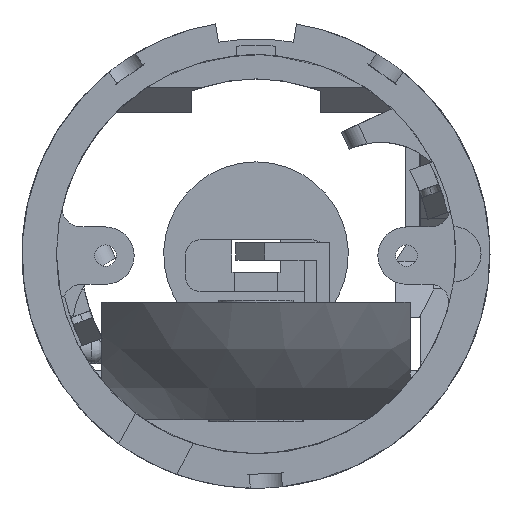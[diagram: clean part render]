
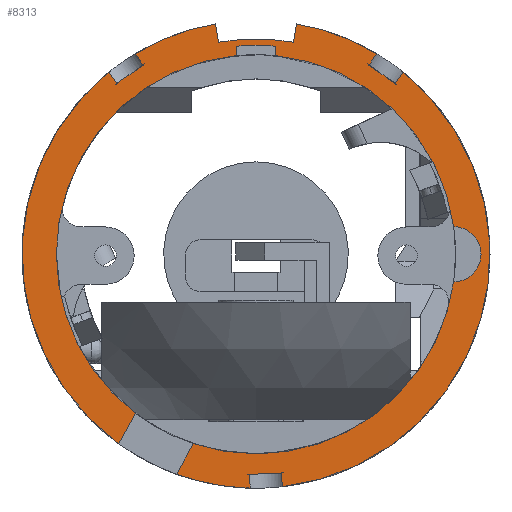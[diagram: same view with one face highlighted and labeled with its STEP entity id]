
A CAD part, front view. The second image highlights one B-rep face of the part: STEP entity #8313.
In plain terms, the highlighted planar face has unit normal (0, -1, 0).
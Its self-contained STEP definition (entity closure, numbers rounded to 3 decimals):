
#649=CIRCLE('',#8967,13.925);
#651=CIRCLE('',#8969,13.925);
#653=CIRCLE('',#8971,13.925);
#655=CIRCLE('',#8973,13.925);
#676=CIRCLE('',#9037,15.025);
#677=CIRCLE('',#9039,16.325);
#678=CIRCLE('',#9040,16.325);
#679=CIRCLE('',#9041,16.325);
#681=CIRCLE('',#9043,16.325);
#682=CIRCLE('',#9044,16.325);
#683=CIRCLE('',#9046,14.575);
#684=CIRCLE('',#9047,1.925);
#1048=FACE_OUTER_BOUND('',#1516,.T.);
#1516=EDGE_LOOP('',(#6958,#6959,#6960,#6961,#6962,#6963,#6964,#6965,#6966,
#6967,#6968,#6969,#6970,#6971,#6972,#6973,#6974,#6975,#6976,#6977,#6978,
#6979,#6980,#6981,#6982,#6983,#6984));
#2190=LINE('',#14780,#2949);
#2193=LINE('',#14786,#2952);
#2198=LINE('',#14902,#2957);
#2199=LINE('',#14904,#2958);
#2200=LINE('',#14905,#2959);
#2201=LINE('',#14906,#2960);
#2202=LINE('',#14908,#2961);
#2203=LINE('',#14911,#2962);
#2204=LINE('',#14913,#2963);
#2205=LINE('',#14915,#2964);
#2206=LINE('',#14917,#2965);
#2207=LINE('',#14918,#2966);
#2208=LINE('',#14920,#2967);
#2209=LINE('',#14922,#2968);
#2210=LINE('',#14923,#2969);
#2949=VECTOR('',#10807,10.);
#2952=VECTOR('',#10812,10.);
#2957=VECTOR('',#10837,10.);
#2958=VECTOR('',#10838,10.);
#2959=VECTOR('',#10839,10.);
#2960=VECTOR('',#10840,10.);
#2961=VECTOR('',#10841,10.);
#2962=VECTOR('',#10844,10.);
#2963=VECTOR('',#10847,10.);
#2964=VECTOR('',#10848,10.);
#2965=VECTOR('',#10849,10.);
#2966=VECTOR('',#10850,10.);
#2967=VECTOR('',#10851,10.);
#2968=VECTOR('',#10852,10.);
#2969=VECTOR('',#10853,10.);
#3704=VERTEX_POINT('',#14419);
#3705=VERTEX_POINT('',#14421);
#3708=VERTEX_POINT('',#14427);
#3709=VERTEX_POINT('',#14429);
#3712=VERTEX_POINT('',#14435);
#3713=VERTEX_POINT('',#14437);
#3716=VERTEX_POINT('',#14443);
#3780=VERTEX_POINT('',#14777);
#3781=VERTEX_POINT('',#14779);
#3782=VERTEX_POINT('',#14783);
#3783=VERTEX_POINT('',#14785);
#3784=VERTEX_POINT('',#14791);
#3786=VERTEX_POINT('',#14809);
#3787=VERTEX_POINT('',#14824);
#3789=VERTEX_POINT('',#14842);
#3790=VERTEX_POINT('',#14857);
#3793=VERTEX_POINT('',#14863);
#3794=VERTEX_POINT('',#14865);
#3796=VERTEX_POINT('',#14883);
#3797=VERTEX_POINT('',#14901);
#3798=VERTEX_POINT('',#14903);
#3799=VERTEX_POINT('',#14907);
#3800=VERTEX_POINT('',#14909);
#3801=VERTEX_POINT('',#14914);
#3802=VERTEX_POINT('',#14916);
#3803=VERTEX_POINT('',#14919);
#3804=VERTEX_POINT('',#14921);
#4767=EDGE_CURVE('',#3704,#3705,#649,.F.);
#4771=EDGE_CURVE('',#3708,#3709,#651,.F.);
#4775=EDGE_CURVE('',#3712,#3713,#653,.F.);
#4779=EDGE_CURVE('',#3716,#3704,#655,.F.);
#4881=EDGE_CURVE('',#3781,#3780,#2190,.T.);
#4884=EDGE_CURVE('',#3783,#3782,#2193,.T.);
#4886=EDGE_CURVE('',#3780,#3783,#676,.T.);
#4887=EDGE_CURVE('',#3781,#3784,#677,.T.);
#4890=EDGE_CURVE('',#3786,#3787,#678,.T.);
#4893=EDGE_CURVE('',#3789,#3790,#679,.T.);
#4897=EDGE_CURVE('',#3793,#3794,#681,.T.);
#4900=EDGE_CURVE('',#3796,#3782,#682,.T.);
#4902=EDGE_CURVE('',#3796,#3797,#2198,.T.);
#4903=EDGE_CURVE('',#3797,#3798,#2199,.T.);
#4904=EDGE_CURVE('',#3798,#3794,#2200,.T.);
#4905=EDGE_CURVE('',#3793,#3705,#2201,.F.);
#4906=EDGE_CURVE('',#3716,#3799,#2202,.F.);
#4907=EDGE_CURVE('',#3799,#3800,#683,.F.);
#4908=EDGE_CURVE('',#3800,#3713,#2203,.F.);
#4909=EDGE_CURVE('',#3712,#3709,#684,.F.);
#4910=EDGE_CURVE('',#3708,#3790,#2204,.F.);
#4911=EDGE_CURVE('',#3789,#3801,#2205,.T.);
#4912=EDGE_CURVE('',#3801,#3802,#2206,.T.);
#4913=EDGE_CURVE('',#3802,#3787,#2207,.T.);
#4914=EDGE_CURVE('',#3786,#3803,#2208,.T.);
#4915=EDGE_CURVE('',#3803,#3804,#2209,.T.);
#4916=EDGE_CURVE('',#3804,#3784,#2210,.T.);
#6958=ORIENTED_EDGE('',*,*,#4881,.T.);
#6959=ORIENTED_EDGE('',*,*,#4886,.T.);
#6960=ORIENTED_EDGE('',*,*,#4884,.T.);
#6961=ORIENTED_EDGE('',*,*,#4900,.F.);
#6962=ORIENTED_EDGE('',*,*,#4902,.T.);
#6963=ORIENTED_EDGE('',*,*,#4903,.T.);
#6964=ORIENTED_EDGE('',*,*,#4904,.T.);
#6965=ORIENTED_EDGE('',*,*,#4897,.F.);
#6966=ORIENTED_EDGE('',*,*,#4905,.T.);
#6967=ORIENTED_EDGE('',*,*,#4767,.F.);
#6968=ORIENTED_EDGE('',*,*,#4779,.F.);
#6969=ORIENTED_EDGE('',*,*,#4906,.T.);
#6970=ORIENTED_EDGE('',*,*,#4907,.T.);
#6971=ORIENTED_EDGE('',*,*,#4908,.T.);
#6972=ORIENTED_EDGE('',*,*,#4775,.F.);
#6973=ORIENTED_EDGE('',*,*,#4909,.T.);
#6974=ORIENTED_EDGE('',*,*,#4771,.F.);
#6975=ORIENTED_EDGE('',*,*,#4910,.T.);
#6976=ORIENTED_EDGE('',*,*,#4893,.F.);
#6977=ORIENTED_EDGE('',*,*,#4911,.T.);
#6978=ORIENTED_EDGE('',*,*,#4912,.T.);
#6979=ORIENTED_EDGE('',*,*,#4913,.T.);
#6980=ORIENTED_EDGE('',*,*,#4890,.F.);
#6981=ORIENTED_EDGE('',*,*,#4914,.T.);
#6982=ORIENTED_EDGE('',*,*,#4915,.T.);
#6983=ORIENTED_EDGE('',*,*,#4916,.T.);
#6984=ORIENTED_EDGE('',*,*,#4887,.F.);
#7936=PLANE('',#9045);
#8313=ADVANCED_FACE('',(#1048),#7936,.F.);
#8967=AXIS2_PLACEMENT_3D('',#14422,#10599,#10600);
#8969=AXIS2_PLACEMENT_3D('',#14430,#10605,#10606);
#8971=AXIS2_PLACEMENT_3D('',#14438,#10611,#10612);
#8973=AXIS2_PLACEMENT_3D('',#14445,#10617,#10618);
#9037=AXIS2_PLACEMENT_3D('',#14789,#10816,#10817);
#9039=AXIS2_PLACEMENT_3D('',#14792,#10820,#10821);
#9040=AXIS2_PLACEMENT_3D('',#14825,#10822,#10823);
#9041=AXIS2_PLACEMENT_3D('',#14858,#10824,#10825);
#9043=AXIS2_PLACEMENT_3D('',#14866,#10830,#10831);
#9044=AXIS2_PLACEMENT_3D('',#14898,#10832,#10833);
#9045=AXIS2_PLACEMENT_3D('',#14900,#10835,#10836);
#9046=AXIS2_PLACEMENT_3D('',#14910,#10842,#10843);
#9047=AXIS2_PLACEMENT_3D('',#14912,#10845,#10846);
#10599=DIRECTION('center_axis',(0.,1.,0.));
#10600=DIRECTION('ref_axis',(1.,0.,0.));
#10605=DIRECTION('center_axis',(0.,1.,0.));
#10606=DIRECTION('ref_axis',(1.,0.,0.));
#10611=DIRECTION('center_axis',(0.,1.,0.));
#10612=DIRECTION('ref_axis',(1.,0.,0.));
#10617=DIRECTION('center_axis',(0.,1.,0.));
#10618=DIRECTION('ref_axis',(1.,0.,0.));
#10807=DIRECTION('',(-0.174,0.,-0.985));
#10812=DIRECTION('',(-0.174,0.,0.985));
#10816=DIRECTION('center_axis',(0.,-1.,0.));
#10817=DIRECTION('ref_axis',(-0.174,0.,0.985));
#10820=DIRECTION('center_axis',(0.,1.,0.));
#10821=DIRECTION('ref_axis',(1.,0.,0.));
#10822=DIRECTION('center_axis',(0.,1.,0.));
#10823=DIRECTION('ref_axis',(1.,0.,0.));
#10824=DIRECTION('center_axis',(0.,1.,0.));
#10825=DIRECTION('ref_axis',(1.,0.,0.));
#10830=DIRECTION('center_axis',(0.,1.,0.));
#10831=DIRECTION('ref_axis',(1.,0.,0.));
#10832=DIRECTION('center_axis',(0.,1.,0.));
#10833=DIRECTION('ref_axis',(1.,0.,0.));
#10835=DIRECTION('center_axis',(0.,1.,0.));
#10836=DIRECTION('ref_axis',(1.,0.,0.));
#10837=DIRECTION('',(0.574,0.,-0.819));
#10838=DIRECTION('',(-0.819,0.,-0.574));
#10839=DIRECTION('',(-0.574,0.,0.819));
#10840=DIRECTION('',(-0.48,0.,-0.877));
#10841=DIRECTION('',(0.,0.,-1.));
#10842=DIRECTION('center_axis',(0.,-1.,0.));
#10843=DIRECTION('ref_axis',(-0.066,0.,0.998));
#10844=DIRECTION('',(0.,0.,1.));
#10845=DIRECTION('center_axis',(0.,-1.,0.));
#10846=DIRECTION('ref_axis',(1.,0.,0.));
#10847=DIRECTION('',(0.48,0.,0.877));
#10848=DIRECTION('',(-0.044,0.,0.999));
#10849=DIRECTION('',(0.999,0.,0.044));
#10850=DIRECTION('',(0.044,0.,-0.999));
#10851=DIRECTION('',(-0.574,0.,-0.819));
#10852=DIRECTION('',(-0.819,0.,0.574));
#10853=DIRECTION('',(0.574,0.,0.819));
#14419=CARTESIAN_POINT('',(-13.925,0.,0.));
#14421=CARTESIAN_POINT('',(-8.404,0.,-11.103));
#14422=CARTESIAN_POINT('Origin',(0.,0.,0.));
#14427=CARTESIAN_POINT('',(-4.376,0.,-13.22));
#14429=CARTESIAN_POINT('',(13.791,0.,-1.925));
#14430=CARTESIAN_POINT('Origin',(0.,0.,0.));
#14435=CARTESIAN_POINT('',(13.791,0.,1.925));
#14437=CARTESIAN_POINT('',(1.34,0.,13.86));
#14438=CARTESIAN_POINT('Origin',(0.,0.,0.));
#14443=CARTESIAN_POINT('',(-1.34,0.,13.86));
#14445=CARTESIAN_POINT('Origin',(0.,0.,0.));
#14777=CARTESIAN_POINT('',(2.609,0.,14.797));
#14779=CARTESIAN_POINT('',(2.835,0.,16.077));
#14780=CARTESIAN_POINT('',(1.417,0.,8.038));
#14783=CARTESIAN_POINT('',(-2.835,0.,16.077));
#14785=CARTESIAN_POINT('',(-2.609,0.,14.797));
#14786=CARTESIAN_POINT('',(-1.305,0.,7.398));
#14789=CARTESIAN_POINT('Origin',(0.,0.,0.));
#14791=CARTESIAN_POINT('',(8.426,0.,13.983));
#14792=CARTESIAN_POINT('Origin',(0.,0.,0.));
#14809=CARTESIAN_POINT('',(10.257,0.,12.7));
#14824=CARTESIAN_POINT('',(1.827,0.,-16.222));
#14825=CARTESIAN_POINT('Origin',(0.,0.,0.));
#14842=CARTESIAN_POINT('',(-0.407,0.,-16.32));
#14857=CARTESIAN_POINT('',(-5.544,0.,-15.355));
#14858=CARTESIAN_POINT('Origin',(0.,0.,0.));
#14863=CARTESIAN_POINT('',(-9.567,0.,-13.228));
#14865=CARTESIAN_POINT('',(-10.257,0.,12.7));
#14866=CARTESIAN_POINT('Origin',(0.,0.,0.));
#14883=CARTESIAN_POINT('',(-8.426,0.,13.983));
#14898=CARTESIAN_POINT('Origin',(0.,0.,0.));
#14900=CARTESIAN_POINT('Origin',(0.,0.,0.));
#14901=CARTESIAN_POINT('',(-7.874,0.,13.195));
#14902=CARTESIAN_POINT('',(-8.161,0.,13.604));
#14903=CARTESIAN_POINT('',(-9.706,0.,11.912));
#14904=CARTESIAN_POINT('',(-8.79,0.,12.554));
#14905=CARTESIAN_POINT('',(-9.993,0.,12.322));
#14906=CARTESIAN_POINT('',(-5.681,0.,-6.13));
#14907=CARTESIAN_POINT('',(-1.34,0.,14.513));
#14908=CARTESIAN_POINT('',(-1.34,0.,6.821));
#14909=CARTESIAN_POINT('',(1.34,0.,14.513));
#14910=CARTESIAN_POINT('Origin',(0.,0.,0.));
#14911=CARTESIAN_POINT('',(1.34,0.,7.072));
#14912=CARTESIAN_POINT('Origin',(13.775,0.,0.));
#14913=CARTESIAN_POINT('',(-1.03,0.,-7.109));
#14914=CARTESIAN_POINT('',(-0.449,0.,-15.359));
#14915=CARTESIAN_POINT('',(-0.427,0.,-15.859));
#14916=CARTESIAN_POINT('',(1.785,0.,-15.262));
#14917=CARTESIAN_POINT('',(0.668,0.,-15.31));
#14918=CARTESIAN_POINT('',(1.807,0.,-15.761));
#14919=CARTESIAN_POINT('',(9.706,0.,11.912));
#14920=CARTESIAN_POINT('',(9.993,0.,12.322));
#14921=CARTESIAN_POINT('',(7.874,0.,13.195));
#14922=CARTESIAN_POINT('',(8.79,0.,12.554));
#14923=CARTESIAN_POINT('',(8.161,0.,13.604));
